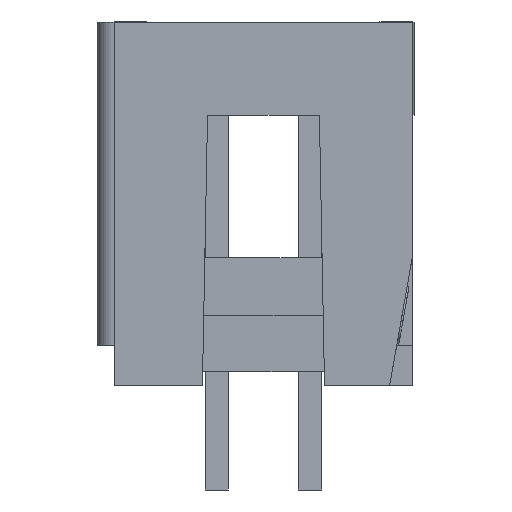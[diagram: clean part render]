
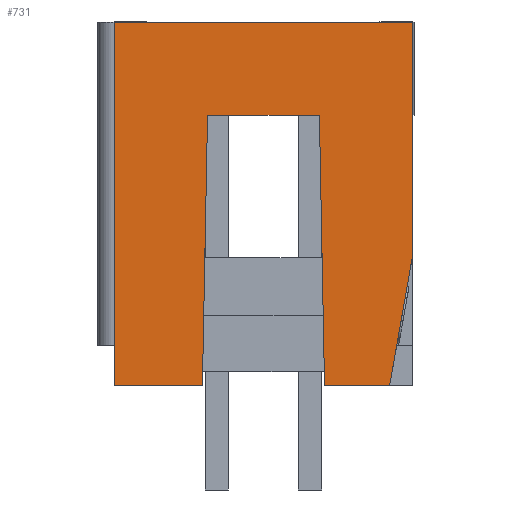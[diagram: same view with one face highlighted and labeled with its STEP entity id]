
A CAD part, left-side view. The second image highlights one B-rep face of the part: STEP entity #731.
In plain terms, the highlighted planar face has unit normal (-1, 0, 0).
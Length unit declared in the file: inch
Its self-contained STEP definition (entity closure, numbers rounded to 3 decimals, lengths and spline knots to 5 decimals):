
#113=FACE_OUTER_BOUND('',#1743,.T.);
#731=ADVANCED_FACE('',(#113),#1193,.T.);
#1193=PLANE('',#8772);
#1743=EDGE_LOOP('',(#2720,#2721,#2722,#2723,#2724,#2725,#2726,#2727,#2728));
#2720=ORIENTED_EDGE('',*,*,#5878,.T.);
#2721=ORIENTED_EDGE('',*,*,#5875,.T.);
#2722=ORIENTED_EDGE('',*,*,#5835,.F.);
#2723=ORIENTED_EDGE('',*,*,#5839,.F.);
#2724=ORIENTED_EDGE('',*,*,#5682,.T.);
#2725=ORIENTED_EDGE('',*,*,#5879,.T.);
#2726=ORIENTED_EDGE('',*,*,#5880,.T.);
#2727=ORIENTED_EDGE('',*,*,#5881,.T.);
#2728=ORIENTED_EDGE('',*,*,#5882,.T.);
#4878=VERTEX_POINT('',#11959);
#4879=VERTEX_POINT('',#11961);
#5002=VERTEX_POINT('',#12441);
#5003=VERTEX_POINT('',#12443);
#5035=VERTEX_POINT('',#12587);
#5037=VERTEX_POINT('',#12593);
#5038=VERTEX_POINT('',#12595);
#5039=VERTEX_POINT('',#12597);
#5040=VERTEX_POINT('',#12599);
#5682=EDGE_CURVE('',#4879,#4878,#6883,.T.);
#5835=EDGE_CURVE('',#5002,#5003,#6983,.T.);
#5839=EDGE_CURVE('',#4879,#5002,#6986,.T.);
#5875=EDGE_CURVE('',#5035,#5003,#7018,.T.);
#5878=EDGE_CURVE('',#5037,#5035,#7021,.T.);
#5879=EDGE_CURVE('',#4878,#5038,#7022,.T.);
#5880=EDGE_CURVE('',#5038,#5039,#7023,.T.);
#5881=EDGE_CURVE('',#5039,#5040,#7024,.T.);
#5882=EDGE_CURVE('',#5040,#5037,#7025,.T.);
#6883=LINE('',#11960,#7940);
#6983=LINE('',#12442,#8040);
#6986=LINE('',#12449,#8043);
#7018=LINE('',#12586,#8075);
#7021=LINE('',#12592,#8078);
#7022=LINE('',#12594,#8079);
#7023=LINE('',#12596,#8080);
#7024=LINE('',#12598,#8081);
#7025=LINE('',#12600,#8082);
#7940=VECTOR('',#9546,1.);
#8040=VECTOR('',#9726,1.);
#8043=VECTOR('',#9733,1.);
#8075=VECTOR('',#9767,1.);
#8078=VECTOR('',#9772,1.);
#8079=VECTOR('',#9773,1.);
#8080=VECTOR('',#9774,1.);
#8081=VECTOR('',#9775,1.);
#8082=VECTOR('',#9776,1.);
#8772=AXIS2_PLACEMENT_3D('',#12601,#9777,#9778);
#9546=DIRECTION('',(0.,0.,-1.));
#9726=DIRECTION('',(0.,0.,-1.));
#9733=DIRECTION('',(0.,-1.,0.));
#9767=DIRECTION('',(0.,-0.174,0.985));
#9772=DIRECTION('',(0.,-1.,0.));
#9773=DIRECTION('',(0.,-1.,0.));
#9774=DIRECTION('',(0.,-0.019,1.));
#9775=DIRECTION('',(0.,-1.,0.));
#9776=DIRECTION('',(0.,-0.019,-1.));
#9777=DIRECTION('',(-1.,0.,0.));
#9778=DIRECTION('',(0.,0.,1.));
#11959=CARTESIAN_POINT('',(-0.194,0.2225,0.01));
#11960=CARTESIAN_POINT('',(-0.194,0.2225,0.01));
#11961=CARTESIAN_POINT('',(-0.194,0.2225,0.4));
#12441=CARTESIAN_POINT('',(-0.194,-0.0975,0.4));
#12442=CARTESIAN_POINT('',(-0.194,-0.0975,0.01));
#12443=CARTESIAN_POINT('',(-0.194,-0.0975,0.15));
#12449=CARTESIAN_POINT('',(-0.194,-0.0975,0.4));
#12586=CARTESIAN_POINT('',(-0.194,-0.07281,0.01));
#12587=CARTESIAN_POINT('',(-0.194,-0.07281,0.01));
#12592=CARTESIAN_POINT('',(-0.194,-0.0975,0.01));
#12593=CARTESIAN_POINT('',(-0.194,-0.003,0.01));
#12594=CARTESIAN_POINT('',(-0.194,-0.0975,0.01));
#12595=CARTESIAN_POINT('',(-0.194,0.128,0.01));
#12596=CARTESIAN_POINT('',(-0.194,0.1225,0.3));
#12597=CARTESIAN_POINT('',(-0.194,0.1225,0.3));
#12598=CARTESIAN_POINT('',(-0.194,0.0025,0.3));
#12599=CARTESIAN_POINT('',(-0.194,0.0025,0.3));
#12600=CARTESIAN_POINT('',(-0.194,-0.003,0.01));
#12601=CARTESIAN_POINT('',(-0.194,-0.0975,0.01));
